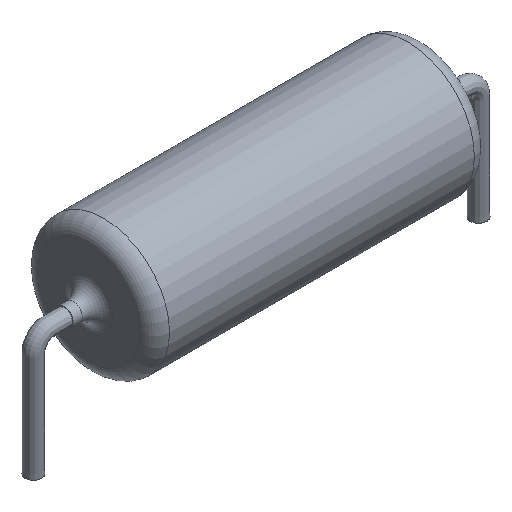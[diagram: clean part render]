
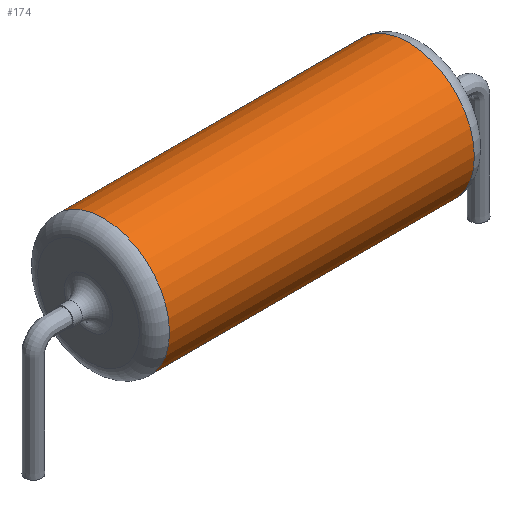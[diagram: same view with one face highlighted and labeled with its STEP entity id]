
A CAD part, isometric view. The second image highlights one B-rep face of the part: STEP entity #174.
In plain terms, the highlighted cylindrical face has radius 4.37 mm (diameter 8.74 mm), a full revolution.
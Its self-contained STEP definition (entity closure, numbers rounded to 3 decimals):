
#30=CYLINDRICAL_SURFACE($,#201,4.37);
#43=FACE_BOUND($,#72,.T.);
#52=FACE_OUTER_BOUND($,#71,.T.);
#71=EDGE_LOOP($,(#140));
#72=EDGE_LOOP($,(#141));
#93=CIRCLE($,#197,4.37);
#96=CIRCLE($,#202,4.37);
#106=VERTEX_POINT($,#284);
#109=VERTEX_POINT($,#292);
#120=EDGE_CURVE($,#106,#106,#93,.T.);
#123=EDGE_CURVE($,#109,#109,#96,.T.);
#140=ORIENTED_EDGE($,*,*,#123,.F.);
#141=ORIENTED_EDGE($,*,*,#120,.F.);
#174=ADVANCED_FACE($,(#52,#43),#30,.T.);
#197=AXIS2_PLACEMENT_3D($,#285,#228,#229);
#201=AXIS2_PLACEMENT_3D($,#291,#236,#237);
#202=AXIS2_PLACEMENT_3D($,#293,#238,#239);
#228=DIRECTION('center_axis',(1.,0.,0.));
#229=DIRECTION('ref_axis',(0.,1.,0.));
#236=DIRECTION('center_axis',(1.,0.,0.));
#237=DIRECTION('ref_axis',(0.,1.,0.));
#238=DIRECTION('center_axis',(-1.,0.,0.));
#239=DIRECTION('ref_axis',(0.,1.,0.));
#284=CARTESIAN_POINT('',(10.1,-4.37,4.37));
#285=CARTESIAN_POINT('Origin',(10.1,0.,4.37));
#291=CARTESIAN_POINT('Origin',(-12.7,0.,4.37));
#292=CARTESIAN_POINT('',(-10.1,-4.37,4.37));
#293=CARTESIAN_POINT('Origin',(-10.1,0.,4.37));
